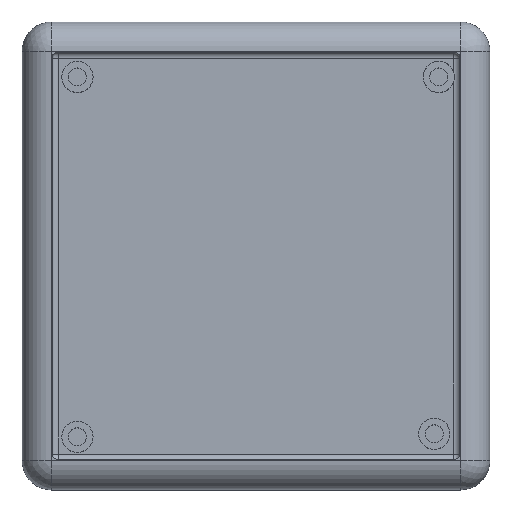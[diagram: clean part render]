
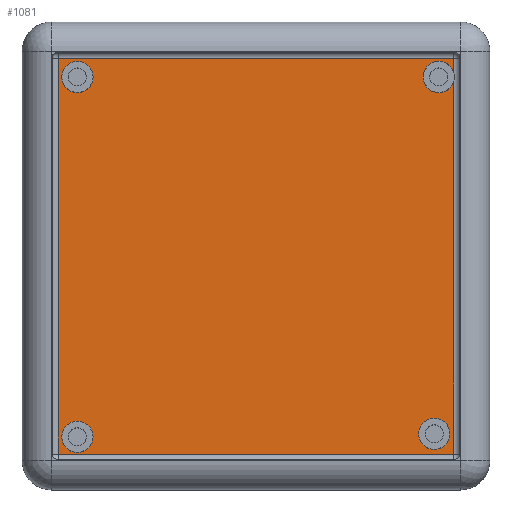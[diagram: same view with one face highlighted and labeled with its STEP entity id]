
A CAD part, top view. The second image highlights one B-rep face of the part: STEP entity #1081.
In plain terms, the highlighted planar face has unit normal (0, 0, 1).
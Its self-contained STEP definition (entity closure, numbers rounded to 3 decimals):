
#27=FACE_BOUND('',#144,.T.);
#28=FACE_BOUND('',#145,.T.);
#29=FACE_BOUND('',#146,.T.);
#38=PLANE('',#1173);
#67=FACE_OUTER_BOUND('',#143,.T.);
#143=EDGE_LOOP('',(#733,#734,#735,#736,#737,#738));
#144=EDGE_LOOP('',(#739));
#145=EDGE_LOOP('',(#740));
#146=EDGE_LOOP('',(#741));
#231=CIRCLE('',#1174,2.6);
#232=CIRCLE('',#1175,2.6);
#233=CIRCLE('',#1176,2.6);
#234=CIRCLE('',#1177,2.6);
#301=LINE('',#1710,#386);
#303=LINE('',#1718,#388);
#304=LINE('',#1726,#389);
#305=LINE('',#1728,#390);
#306=LINE('',#1729,#391);
#386=VECTOR('',#1322,10.);
#388=VECTOR('',#1328,10.);
#389=VECTOR('',#1333,10.);
#390=VECTOR('',#1334,10.);
#391=VECTOR('',#1335,10.);
#473=VERTEX_POINT('',#1703);
#475=VERTEX_POINT('',#1709);
#478=VERTEX_POINT('',#1715);
#479=VERTEX_POINT('',#1717);
#480=VERTEX_POINT('',#1725);
#481=VERTEX_POINT('',#1727);
#482=VERTEX_POINT('',#1730);
#483=VERTEX_POINT('',#1732);
#484=VERTEX_POINT('',#1734);
#568=EDGE_CURVE('',#473,#475,#301,.T.);
#572=EDGE_CURVE('',#478,#479,#303,.T.);
#574=EDGE_CURVE('',#479,#473,#231,.T.);
#575=EDGE_CURVE('',#480,#478,#304,.T.);
#576=EDGE_CURVE('',#481,#480,#305,.T.);
#577=EDGE_CURVE('',#475,#481,#306,.T.);
#578=EDGE_CURVE('',#482,#482,#232,.T.);
#579=EDGE_CURVE('',#483,#483,#233,.T.);
#580=EDGE_CURVE('',#484,#484,#234,.T.);
#733=ORIENTED_EDGE('',*,*,#574,.F.);
#734=ORIENTED_EDGE('',*,*,#572,.F.);
#735=ORIENTED_EDGE('',*,*,#575,.F.);
#736=ORIENTED_EDGE('',*,*,#576,.F.);
#737=ORIENTED_EDGE('',*,*,#577,.F.);
#738=ORIENTED_EDGE('',*,*,#568,.F.);
#739=ORIENTED_EDGE('',*,*,#578,.F.);
#740=ORIENTED_EDGE('',*,*,#579,.F.);
#741=ORIENTED_EDGE('',*,*,#580,.F.);
#1081=ADVANCED_FACE('',(#67,#27,#28,#29),#38,.F.);
#1173=AXIS2_PLACEMENT_3D('',#1723,#1329,#1330);
#1174=AXIS2_PLACEMENT_3D('',#1724,#1331,#1332);
#1175=AXIS2_PLACEMENT_3D('',#1731,#1336,#1337);
#1176=AXIS2_PLACEMENT_3D('',#1733,#1338,#1339);
#1177=AXIS2_PLACEMENT_3D('',#1735,#1340,#1341);
#1322=DIRECTION('',(0.,-1.,0.));
#1328=DIRECTION('',(0.,-1.,0.));
#1329=DIRECTION('center_axis',(0.,0.,-1.));
#1330=DIRECTION('ref_axis',(1.,0.,0.));
#1331=DIRECTION('center_axis',(0.,0.,1.));
#1332=DIRECTION('ref_axis',(-1.,0.,0.));
#1333=DIRECTION('',(1.,0.,0.));
#1334=DIRECTION('',(0.,1.,0.));
#1335=DIRECTION('',(-1.,0.,0.));
#1336=DIRECTION('center_axis',(0.,0.,1.));
#1337=DIRECTION('ref_axis',(-1.,0.,0.));
#1338=DIRECTION('center_axis',(0.,0.,1.));
#1339=DIRECTION('ref_axis',(-1.,0.,0.));
#1340=DIRECTION('center_axis',(0.,0.,1.));
#1341=DIRECTION('ref_axis',(-1.,0.,0.));
#1703=CARTESIAN_POINT('',(169.074,-59.026,-30.));
#1709=CARTESIAN_POINT('',(169.074,-121.248,-30.));
#1710=CARTESIAN_POINT('',(169.074,-105.248,-30.));
#1715=CARTESIAN_POINT('',(169.074,-55.248,-30.));
#1717=CARTESIAN_POINT('',(169.074,-57.774,-30.));
#1718=CARTESIAN_POINT('',(169.074,-105.248,-30.));
#1723=CARTESIAN_POINT('Origin',(136.074,-88.248,-30.));
#1724=CARTESIAN_POINT('Origin',(166.55,-58.4,-30.));
#1725=CARTESIAN_POINT('',(103.074,-55.248,-30.));
#1726=CARTESIAN_POINT('',(153.074,-55.248,-30.));
#1727=CARTESIAN_POINT('',(103.074,-121.248,-30.));
#1728=CARTESIAN_POINT('',(103.074,-71.248,-30.));
#1729=CARTESIAN_POINT('',(119.074,-121.248,-30.));
#1730=CARTESIAN_POINT('',(168.4,-117.9,-30.));
#1731=CARTESIAN_POINT('Origin',(165.8,-117.9,-30.));
#1732=CARTESIAN_POINT('',(108.9,-58.4,-30.));
#1733=CARTESIAN_POINT('Origin',(106.3,-58.4,-30.));
#1734=CARTESIAN_POINT('',(108.9,-118.4,-30.));
#1735=CARTESIAN_POINT('Origin',(106.3,-118.4,-30.));
